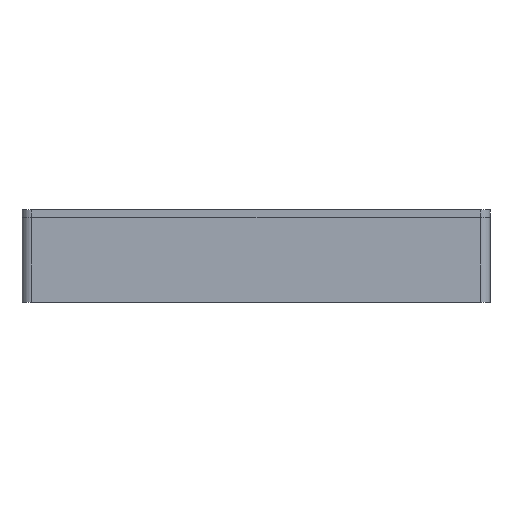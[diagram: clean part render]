
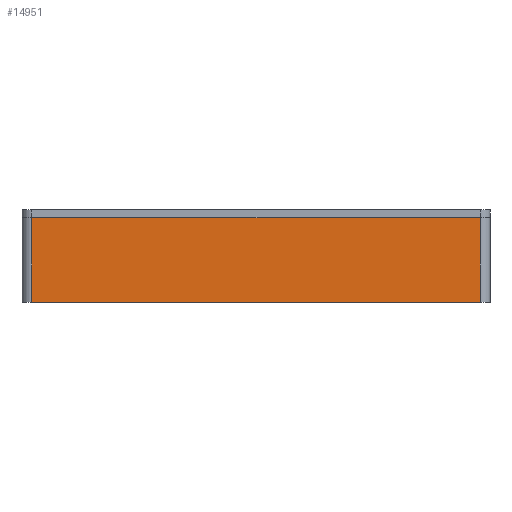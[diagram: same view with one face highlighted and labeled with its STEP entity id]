
A CAD part, front view. The second image highlights one B-rep face of the part: STEP entity #14951.
In plain terms, the highlighted planar face has unit normal (0, -1, 0).
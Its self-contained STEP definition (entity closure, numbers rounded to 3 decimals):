
#1320=FACE_OUTER_BOUND('',#2167,.T.);
#2167=EDGE_LOOP('',(#11009,#11010,#11011,#11012));
#3101=LINE('',#20969,#4696);
#3144=LINE('',#21058,#4739);
#3145=LINE('',#21061,#4740);
#3308=LINE('',#21400,#4903);
#4696=VECTOR('',#16511,10.);
#4739=VECTOR('',#16564,10.);
#4740=VECTOR('',#16567,10.);
#4903=VECTOR('',#16916,10.);
#6323=VERTEX_POINT('',#20966);
#6324=VERTEX_POINT('',#20968);
#6365=VERTEX_POINT('',#21056);
#6366=VERTEX_POINT('',#21060);
#7944=EDGE_CURVE('',#6323,#6324,#3101,.T.);
#7990=EDGE_CURVE('',#6365,#6323,#3144,.T.);
#7991=EDGE_CURVE('',#6324,#6366,#3145,.T.);
#8160=EDGE_CURVE('',#6366,#6365,#3308,.T.);
#11009=ORIENTED_EDGE('',*,*,#7990,.F.);
#11010=ORIENTED_EDGE('',*,*,#8160,.F.);
#11011=ORIENTED_EDGE('',*,*,#7991,.F.);
#11012=ORIENTED_EDGE('',*,*,#7944,.F.);
#14376=PLANE('',#15708);
#14951=ADVANCED_FACE('',(#1320),#14376,.T.);
#15708=AXIS2_PLACEMENT_3D('',#21399,#16914,#16915);
#16511=DIRECTION('',(1.,0.,0.));
#16564=DIRECTION('',(0.,0.,1.));
#16567=DIRECTION('',(0.,0.,-1.));
#16914=DIRECTION('center_axis',(0.,-1.,0.));
#16915=DIRECTION('ref_axis',(-1.,0.,0.));
#16916=DIRECTION('',(-1.,0.,0.));
#20966=CARTESIAN_POINT('',(0.4,-1.6,13.5));
#20968=CARTESIAN_POINT('',(90.913,-1.6,13.5));
#20969=CARTESIAN_POINT('',(92.913,-1.6,13.5));
#21056=CARTESIAN_POINT('',(0.4,-1.6,-3.6));
#21058=CARTESIAN_POINT('',(0.4,-1.6,0.));
#21060=CARTESIAN_POINT('',(90.913,-1.6,-3.6));
#21061=CARTESIAN_POINT('',(90.913,-1.6,0.));
#21399=CARTESIAN_POINT('Origin',(92.913,-1.6,0.));
#21400=CARTESIAN_POINT('',(92.913,-1.6,-3.6));
